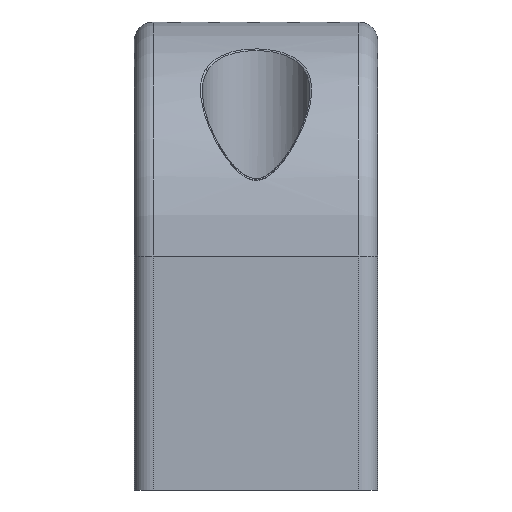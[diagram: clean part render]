
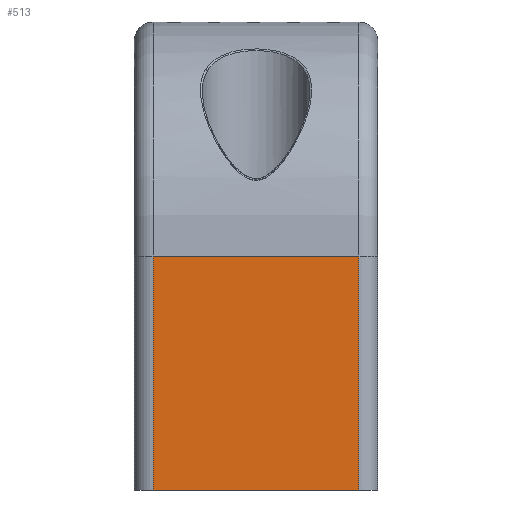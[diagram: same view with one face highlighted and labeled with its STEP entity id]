
A CAD part, front view. The second image highlights one B-rep face of the part: STEP entity #513.
In plain terms, the highlighted planar face has unit normal (0, -1, 0).
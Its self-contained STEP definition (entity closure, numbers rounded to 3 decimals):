
#513=ADVANCED_FACE('NONE',(#1090),#1091,.F.);
#1090=FACE_OUTER_BOUND('',#1996,.T.);
#1091=PLANE('',#1997);
#1996=EDGE_LOOP('',(#4361,#4362,#4363,#4364));
#1997=AXIS2_PLACEMENT_3D('',#4365,#4366,#4367);
#4361=ORIENTED_EDGE('',*,*,#5389,.T.);
#4362=ORIENTED_EDGE('',*,*,#5425,.F.);
#4363=ORIENTED_EDGE('',*,*,#5402,.F.);
#4364=ORIENTED_EDGE('',*,*,#5426,.F.);
#4365=CARTESIAN_POINT('',(13.0,-66.5,-25.0));
#4366=DIRECTION('',(0.0,1.0,0.0));
#4367=DIRECTION('',(1.0,0.0,-0.0));
#5389=EDGE_CURVE('NONE',#6375,#6376,#6377,.T.);
#5402=EDGE_CURVE('NONE',#6390,#6391,#6392,.T.);
#5425=EDGE_CURVE('NONE',#6391,#6376,#6428,.T.);
#5426=EDGE_CURVE('NONE',#6375,#6390,#6429,.T.);
#6375=VERTEX_POINT('NONE',#8380);
#6376=VERTEX_POINT('NONE',#8381);
#6377=LINE('',#8382,#8383);
#6390=VERTEX_POINT('NONE',#8540);
#6391=VERTEX_POINT('NONE',#8541);
#6392=LINE('',#8542,#8543);
#6428=LINE('',#8585,#8586);
#6429=LINE('',#8587,#8588);
#8380=CARTESIAN_POINT('',(11.0,-66.5,-25.0));
#8381=CARTESIAN_POINT('',(-11.0,-66.5,-25.0));
#8382=CARTESIAN_POINT('',(13.0,-66.5,-25.0));
#8383=VECTOR('',#9649,1000.0);
#8540=CARTESIAN_POINT('',(11.0,-66.5,-50.0));
#8541=CARTESIAN_POINT('',(-11.0,-66.5,-50.0));
#8542=CARTESIAN_POINT('',(13.0,-66.5,-50.0));
#8543=VECTOR('',#9662,1000.0);
#8585=CARTESIAN_POINT('',(-11.0,-66.5,-25.0));
#8586=VECTOR('',#9714,1000.0);
#8587=CARTESIAN_POINT('',(11.0,-66.5,-25.0));
#8588=VECTOR('',#9715,1000.0);
#9649=DIRECTION('',(-1.0,0.0,-0.0));
#9662=DIRECTION('',(-1.0,0.0,-0.0));
#9714=DIRECTION('',(0.0,0.0,1.0));
#9715=DIRECTION('',(-0.0,-0.0,-1.0));
